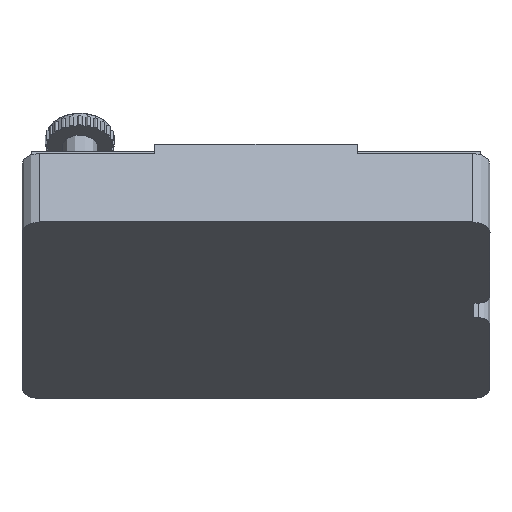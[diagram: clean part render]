
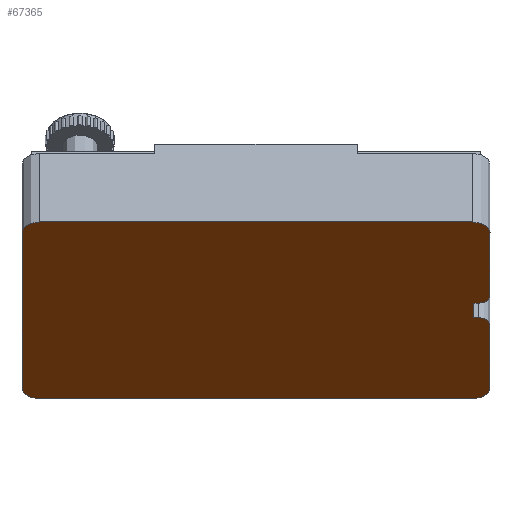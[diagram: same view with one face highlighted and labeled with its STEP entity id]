
A CAD part, left-side view. The second image highlights one B-rep face of the part: STEP entity #67365.
In plain terms, the highlighted planar face has unit normal (-0.612, 0, -0.791).
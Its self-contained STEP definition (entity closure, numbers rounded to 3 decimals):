
#7036=LINE('',#134222,#13534);
#7073=LINE('',#134325,#13571);
#7095=LINE('',#134378,#13593);
#7097=LINE('',#134382,#13595);
#7098=LINE('',#134386,#13596);
#7099=LINE('',#134389,#13597);
#7100=LINE('',#134393,#13598);
#7101=LINE('',#134396,#13599);
#13534=VECTOR('',#88160,2.);
#13571=VECTOR('',#88269,37.5);
#13593=VECTOR('',#88323,0.4);
#13595=VECTOR('',#88327,9.);
#13596=VECTOR('',#88330,37.5);
#13597=VECTOR('',#88333,22.);
#13598=VECTOR('',#88336,9.);
#13599=VECTOR('',#88339,0.4);
#16541=PLANE('',#72241);
#18567=CIRCLE('',#72223,1.5);
#18570=CIRCLE('',#72239,1.);
#18571=CIRCLE('',#72242,1.5);
#18572=CIRCLE('',#72243,1.5);
#18573=CIRCLE('',#72244,1.5);
#18574=CIRCLE('',#72245,1.);
#22021=FACE_OUTER_BOUND('',#25866,.T.);
#25866=EDGE_LOOP('',(#61219,#61220,#61221,#61222,#61223,#61224,#61225,#61226,
#61227,#61228,#61229,#61230,#61231,#61232));
#33206=VERTEX_POINT('',#134219);
#33207=VERTEX_POINT('',#134221);
#33233=VERTEX_POINT('',#134312);
#33234=VERTEX_POINT('',#134314);
#33237=VERTEX_POINT('',#134323);
#33251=VERTEX_POINT('',#134372);
#33252=VERTEX_POINT('',#134374);
#33253=VERTEX_POINT('',#134381);
#33254=VERTEX_POINT('',#134383);
#33255=VERTEX_POINT('',#134385);
#33256=VERTEX_POINT('',#134387);
#33257=VERTEX_POINT('',#134390);
#33258=VERTEX_POINT('',#134392);
#33259=VERTEX_POINT('',#134394);
#42548=EDGE_CURVE('',#33207,#33206,#7036,.T.);
#42591=EDGE_CURVE('',#33234,#33233,#18567,.T.);
#42597=EDGE_CURVE('',#33233,#33237,#7073,.T.);
#42620=EDGE_CURVE('',#33251,#33252,#18570,.T.);
#42622=EDGE_CURVE('',#33206,#33252,#7095,.T.);
#42624=EDGE_CURVE('',#33251,#33253,#7097,.T.);
#42625=EDGE_CURVE('',#33253,#33254,#18571,.T.);
#42626=EDGE_CURVE('',#33254,#33255,#7098,.T.);
#42627=EDGE_CURVE('',#33255,#33256,#18572,.T.);
#42628=EDGE_CURVE('',#33256,#33234,#7099,.T.);
#42629=EDGE_CURVE('',#33237,#33257,#18573,.T.);
#42630=EDGE_CURVE('',#33257,#33258,#7100,.T.);
#42631=EDGE_CURVE('',#33259,#33258,#18574,.T.);
#42632=EDGE_CURVE('',#33259,#33207,#7101,.T.);
#61219=ORIENTED_EDGE('',*,*,#42620,.F.);
#61220=ORIENTED_EDGE('',*,*,#42624,.T.);
#61221=ORIENTED_EDGE('',*,*,#42625,.T.);
#61222=ORIENTED_EDGE('',*,*,#42626,.T.);
#61223=ORIENTED_EDGE('',*,*,#42627,.T.);
#61224=ORIENTED_EDGE('',*,*,#42628,.T.);
#61225=ORIENTED_EDGE('',*,*,#42591,.T.);
#61226=ORIENTED_EDGE('',*,*,#42597,.T.);
#61227=ORIENTED_EDGE('',*,*,#42629,.T.);
#61228=ORIENTED_EDGE('',*,*,#42630,.T.);
#61229=ORIENTED_EDGE('',*,*,#42631,.F.);
#61230=ORIENTED_EDGE('',*,*,#42632,.T.);
#61231=ORIENTED_EDGE('',*,*,#42548,.T.);
#61232=ORIENTED_EDGE('',*,*,#42622,.T.);
#67365=ADVANCED_FACE('',(#22021),#16541,.F.);
#72223=AXIS2_PLACEMENT_3D('',#134315,#88260,#88261);
#72239=AXIS2_PLACEMENT_3D('',#134375,#88318,#88319);
#72241=AXIS2_PLACEMENT_3D('',#134380,#88325,#88326);
#72242=AXIS2_PLACEMENT_3D('',#134384,#88328,#88329);
#72243=AXIS2_PLACEMENT_3D('',#134388,#88331,#88332);
#72244=AXIS2_PLACEMENT_3D('',#134391,#88334,#88335);
#72245=AXIS2_PLACEMENT_3D('',#134395,#88337,#88338);
#88160=DIRECTION('',(-0.791,0.,0.612));
#88260=DIRECTION('center_axis',(-0.612,0.,
-0.791));
#88261=DIRECTION('ref_axis',(-0.791,0.,0.612));
#88269=DIRECTION('',(0.,-1.,0.));
#88318=DIRECTION('center_axis',(0.612,0.,
0.791));
#88319=DIRECTION('ref_axis',(0.559,-0.707,-0.433));
#88323=DIRECTION('',(0.,-1.,0.));
#88325=DIRECTION('center_axis',(0.612,0.,
0.791));
#88326=DIRECTION('ref_axis',(0.791,0.,-0.612));
#88327=DIRECTION('',(-0.791,0.,0.612));
#88328=DIRECTION('center_axis',(-0.612,0.,
-0.791));
#88329=DIRECTION('ref_axis',(0.791,0.,-0.612));
#88330=DIRECTION('',(0.,1.,0.));
#88331=DIRECTION('center_axis',(-0.612,0.,
-0.791));
#88332=DIRECTION('ref_axis',(0.,-1.,0.));
#88333=DIRECTION('',(0.791,0.,-0.612));
#88334=DIRECTION('center_axis',(-0.612,0.,
-0.791));
#88335=DIRECTION('ref_axis',(0.,1.,0.));
#88336=DIRECTION('',(-0.791,0.,0.612));
#88337=DIRECTION('center_axis',(0.612,0.,
0.791));
#88338=DIRECTION('ref_axis',(-0.559,-0.707,0.433));
#88339=DIRECTION('',(0.,1.,0.));
#134219=CARTESIAN_POINT('',(-38.373,-31.503,-4.193));
#134221=CARTESIAN_POINT('',(-36.791,-31.503,-5.417));
#134222=CARTESIAN_POINT('',(-37.187,-31.503,-5.111));
#134312=CARTESIAN_POINT('',(-27.699,6.097,-12.459));
#134314=CARTESIAN_POINT('',(-28.885,7.597,-11.54));
#134315=CARTESIAN_POINT('Origin',(-28.885,6.097,-11.54));
#134323=CARTESIAN_POINT('',(-27.699,-31.403,-12.459));
#134325=CARTESIAN_POINT('',(-27.699,6.097,-12.459));
#134372=CARTESIAN_POINT('',(-39.163,-32.903,-3.581));
#134374=CARTESIAN_POINT('',(-38.373,-31.903,-4.193));
#134375=CARTESIAN_POINT('Origin',(-39.163,-31.903,-3.581));
#134378=CARTESIAN_POINT('',(-38.373,-22.078,-4.193));
#134380=CARTESIAN_POINT('Origin',(-37.582,-12.653,-4.805));
#134381=CARTESIAN_POINT('',(-46.279,-32.903,1.93));
#134382=CARTESIAN_POINT('',(-28.885,-32.903,-11.54));
#134383=CARTESIAN_POINT('',(-47.465,-31.403,2.848));
#134384=CARTESIAN_POINT('Origin',(-46.279,-31.403,1.93));
#134385=CARTESIAN_POINT('',(-47.465,6.097,2.848));
#134386=CARTESIAN_POINT('',(-47.465,-31.403,2.848));
#134387=CARTESIAN_POINT('',(-46.279,7.597,1.93));
#134388=CARTESIAN_POINT('Origin',(-46.279,6.097,1.93));
#134389=CARTESIAN_POINT('',(-46.279,7.597,1.93));
#134390=CARTESIAN_POINT('',(-28.885,-32.903,-11.54));
#134391=CARTESIAN_POINT('Origin',(-28.885,-31.403,-11.54));
#134392=CARTESIAN_POINT('',(-36.001,-32.903,-6.03));
#134393=CARTESIAN_POINT('',(-28.885,-32.903,-11.54));
#134394=CARTESIAN_POINT('',(-36.791,-31.903,-5.417));
#134395=CARTESIAN_POINT('Origin',(-36.001,-31.903,-6.03));
#134396=CARTESIAN_POINT('',(-36.791,-22.778,-5.417));
